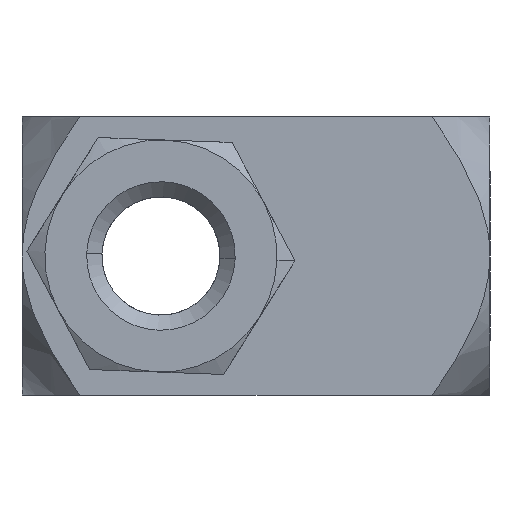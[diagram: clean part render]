
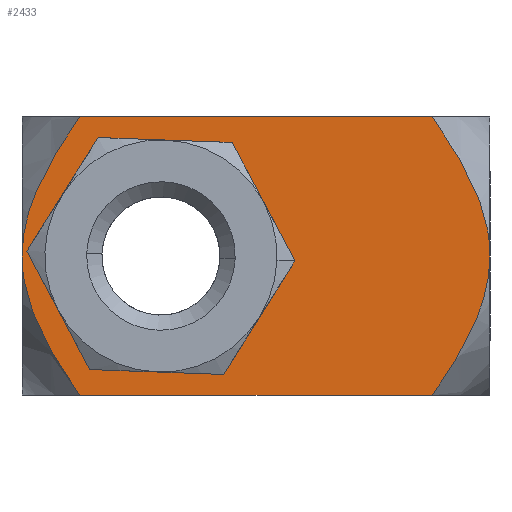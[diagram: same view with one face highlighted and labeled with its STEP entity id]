
A CAD part, front view. The second image highlights one B-rep face of the part: STEP entity #2433.
In plain terms, the highlighted planar face has unit normal (0, -1, 0).
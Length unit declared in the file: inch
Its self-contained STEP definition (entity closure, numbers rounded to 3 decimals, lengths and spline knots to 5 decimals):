
#8 = B_SPLINE_CURVE_WITH_KNOTS ( 'NONE', 3,
 ( #449, #718, #3272, #955, #1775, #1991, #691, #985, #2027, #1260 ),
 .UNSPECIFIED., .F., .F.,
 ( 4, 2, 2, 2, 4 ),
 ( 0.00534, 0.00664, 0.00795, 0.00925, 0.01055 ),
 .UNSPECIFIED. ) ;
#113 = VERTEX_POINT ( 'NONE', #1671 ) ;
#120 = CARTESIAN_POINT ( 'NONE',  ( 0.63, -0.375, 0. ) ) ;
#239 = EDGE_CURVE ( 'NONE', #2929, #1100, #8, .T. ) ;
#273 = B_SPLINE_CURVE_WITH_KNOTS ( 'NONE', 3,
 ( #2381, #3121, #2148, #2655, #2139, #3180, #3199, #2422, #342, #573, #2408, #2956 ),
 .UNSPECIFIED., .F., .F.,
 ( 4, 2, 2, 2, 2, 4 ),
 ( 0.01055, 0.01121, 0.01186, 0.01317, 0.01447, 0.01578 ),
 .UNSPECIFIED. ) ;
#309 = CARTESIAN_POINT ( 'NONE',  ( 0., -0.375, -0.1875 ) ) ;
#323 = LINE ( 'NONE', #120, #2703 ) ;
#326 = EDGE_CURVE ( 'NONE', #3057, #1737, #800, .T. ) ;
#342 = CARTESIAN_POINT ( 'NONE',  ( 0.04051, -0.375, -0.05725 ) ) ;
#391 = EDGE_CURVE ( 'NONE', #1100, #1682, #273, .T. ) ;
#392 = CARTESIAN_POINT ( 'NONE',  ( 0.62102, -0.375, -0.24679 ) ) ;
#422 = CARTESIAN_POINT ( 'NONE',  ( 0.63, -0.375, -0.375 ) ) ;
#425 = CARTESIAN_POINT ( 'NONE',  ( 0.61244, -0.375, -0.10334 ) ) ;
#430 = FACE_OUTER_BOUND ( 'NONE', #2006, .T. ) ;
#449 = CARTESIAN_POINT ( 'NONE',  ( 0.07767, -0.375, -0.375 ) ) ;
#505 = DIRECTION ( 'NONE',  ( 0., 1., 0. ) ) ;
#511 = CARTESIAN_POINT ( 'NONE',  ( 0.63, -0.375, -0.1875 ) ) ;
#527 = CARTESIAN_POINT ( 'NONE',  ( 0.63, -0.375, 0. ) ) ;
#539 = EDGE_CURVE ( 'NONE', #644, #1682, #323, .T. ) ;
#547 = ORIENTED_EDGE ( 'NONE', *, *, #391, .F. ) ;
#573 = CARTESIAN_POINT ( 'NONE',  ( 0.05831, -0.375, -0.02812 ) ) ;
#579 = EDGE_LOOP ( 'NONE', ( #2167, #1456 ) ) ;
#644 = VERTEX_POINT ( 'NONE', #1406 ) ;
#661 = B_SPLINE_CURVE_WITH_KNOTS ( 'NONE', 3,
 ( #1440, #1966, #1134, #392, #2232, #663, #1942, #857, #1388, #3169, #1891, #2142 ),
 .UNSPECIFIED., .F., .F.,
 ( 4, 2, 2, 2, 2, 4 ),
 ( 0.02578, 0.02708, 0.02773, 0.02839, 0.02969, 0.03099 ),
 .UNSPECIFIED. ) ;
#663 = CARTESIAN_POINT ( 'NONE',  ( 0.6123, -0.375, -0.2712 ) ) ;
#677 = CARTESIAN_POINT ( 'NONE',  ( 0.56222, -0.375, -0.01398 ) ) ;
#691 = CARTESIAN_POINT ( 'NONE',  ( 0.01121, -0.375, -0.25525 ) ) ;
#718 = CARTESIAN_POINT ( 'NONE',  ( 0.06778, -0.375, -0.36101 ) ) ;
#729 = PLANE ( 'NONE',  #1401 ) ;
#800 = CIRCLE ( 'NONE', #926, 0.125 ) ;
#851 = B_SPLINE_CURVE_WITH_KNOTS ( 'NONE', 3,
 ( #998, #677, #966, #2994, #1457, #425, #2776, #1983, #2762, #1969, #2235, #1755 ),
 .UNSPECIFIED., .F., .F.,
 ( 4, 2, 2, 2, 2, 4 ),
 ( 0.02057, 0.02187, 0.02318, 0.02448, 0.02513, 0.02578 ),
 .UNSPECIFIED. ) ;
#857 = CARTESIAN_POINT ( 'NONE',  ( 0.59805, -0.375, -0.30234 ) ) ;
#869 = ORIENTED_EDGE ( 'NONE', *, *, #539, .T. ) ;
#888 = VECTOR ( 'NONE', #2598, 39.37008 ) ;
#926 = AXIS2_PLACEMENT_3D ( 'NONE', #2550, #1062, #1020 ) ;
#955 = CARTESIAN_POINT ( 'NONE',  ( 0.04029, -0.375, -0.31737 ) ) ;
#966 = CARTESIAN_POINT ( 'NONE',  ( 0.57173, -0.375, -0.02819 ) ) ;
#985 = CARTESIAN_POINT ( 'NONE',  ( 0.00242, -0.375, -0.22175 ) ) ;
#998 = CARTESIAN_POINT ( 'NONE',  ( 0.55233, -0.375, 0. ) ) ;
#1020 = DIRECTION ( 'NONE',  ( 0., 0., 1. ) ) ;
#1062 = DIRECTION ( 'NONE',  ( 0., 1., 0. ) ) ;
#1078 = AXIS2_PLACEMENT_3D ( 'NONE', #2983, #1441, #3243 ) ;
#1100 = VERTEX_POINT ( 'NONE', #309 ) ;
#1134 = CARTESIAN_POINT ( 'NONE',  ( 0.62758, -0.375, -0.22175 ) ) ;
#1208 = EDGE_CURVE ( 'NONE', #644, #2094, #851, .T. ) ;
#1260 = CARTESIAN_POINT ( 'NONE',  ( 0., -0.375, -0.1875 ) ) ;
#1310 = FACE_BOUND ( 'NONE', #579, .T. ) ;
#1322 = ORIENTED_EDGE ( 'NONE', *, *, #1208, .F. ) ;
#1388 = CARTESIAN_POINT ( 'NONE',  ( 0.58974, -0.375, -0.31732 ) ) ;
#1401 = AXIS2_PLACEMENT_3D ( 'NONE', #527, #505, #2354 ) ;
#1406 = CARTESIAN_POINT ( 'NONE',  ( 0.55233, -0.375, 0. ) ) ;
#1440 = CARTESIAN_POINT ( 'NONE',  ( 0.63, -0.375, -0.1875 ) ) ;
#1441 = DIRECTION ( 'NONE',  ( 0., 1., 0. ) ) ;
#1456 = ORIENTED_EDGE ( 'NONE', *, *, #2518, .T. ) ;
#1457 = CARTESIAN_POINT ( 'NONE',  ( 0.59784, -0.375, -0.07226 ) ) ;
#1492 = CARTESIAN_POINT ( 'NONE',  ( 0.07767, -0.375, -0.375 ) ) ;
#1671 = CARTESIAN_POINT ( 'NONE',  ( 0.55233, -0.375, -0.375 ) ) ;
#1682 = VERTEX_POINT ( 'NONE', #2390 ) ;
#1702 = CARTESIAN_POINT ( 'NONE',  ( 0.187, -0.375, -0.3125 ) ) ;
#1737 = VERTEX_POINT ( 'NONE', #1702 ) ;
#1755 = CARTESIAN_POINT ( 'NONE',  ( 0.63, -0.375, -0.1875 ) ) ;
#1775 = CARTESIAN_POINT ( 'NONE',  ( 0.03191, -0.375, -0.30227 ) ) ;
#1891 = CARTESIAN_POINT ( 'NONE',  ( 0.56225, -0.375, -0.36097 ) ) ;
#1942 = CARTESIAN_POINT ( 'NONE',  ( 0.60894, -0.375, -0.27908 ) ) ;
#1966 = CARTESIAN_POINT ( 'NONE',  ( 0.63, -0.375, -0.20479 ) ) ;
#1969 = CARTESIAN_POINT ( 'NONE',  ( 0.62939, -0.375, -0.17011 ) ) ;
#1983 = CARTESIAN_POINT ( 'NONE',  ( 0.62533, -0.375, -0.14462 ) ) ;
#1991 = CARTESIAN_POINT ( 'NONE',  ( 0.01739, -0.375, -0.27123 ) ) ;
#2000 = ORIENTED_EDGE ( 'NONE', *, *, #2759, .F. ) ;
#2006 = EDGE_LOOP ( 'NONE', ( #3384, #2000, #2857, #1322, #869, #547 ) ) ;
#2027 = CARTESIAN_POINT ( 'NONE',  ( 0., -0.375, -0.20466 ) ) ;
#2072 = CARTESIAN_POINT ( 'NONE',  ( 0.187, -0.375, -0.0625 ) ) ;
#2094 = VERTEX_POINT ( 'NONE', #511 ) ;
#2139 = CARTESIAN_POINT ( 'NONE',  ( 0.00468, -0.375, -0.14459 ) ) ;
#2142 = CARTESIAN_POINT ( 'NONE',  ( 0.55233, -0.375, -0.375 ) ) ;
#2148 = CARTESIAN_POINT ( 'NONE',  ( 0.0006, -0.375, -0.17021 ) ) ;
#2167 = ORIENTED_EDGE ( 'NONE', *, *, #326, .T. ) ;
#2216 = DIRECTION ( 'NONE',  ( -1., 0., 0. ) ) ;
#2232 = CARTESIAN_POINT ( 'NONE',  ( 0.61834, -0.375, -0.25507 ) ) ;
#2235 = CARTESIAN_POINT ( 'NONE',  ( 0.63, -0.375, -0.17884 ) ) ;
#2354 = DIRECTION ( 'NONE',  ( 0., 0., 1. ) ) ;
#2381 = CARTESIAN_POINT ( 'NONE',  ( 0., -0.375, -0.1875 ) ) ;
#2390 = CARTESIAN_POINT ( 'NONE',  ( 0.07767, -0.375, 0. ) ) ;
#2408 = CARTESIAN_POINT ( 'NONE',  ( 0.06781, -0.375, -0.01394 ) ) ;
#2422 = CARTESIAN_POINT ( 'NONE',  ( 0.03219, -0.375, -0.07219 ) ) ;
#2433 = ADVANCED_FACE ( 'NONE', ( #1310, #430 ), #729, .F. ) ;
#2518 = EDGE_CURVE ( 'NONE', #1737, #3057, #2630, .T. ) ;
#2550 = CARTESIAN_POINT ( 'NONE',  ( 0.187, -0.375, -0.1875 ) ) ;
#2598 = DIRECTION ( 'NONE',  ( -1., 0., 0. ) ) ;
#2630 = CIRCLE ( 'NONE', #1078, 0.125 ) ;
#2655 = CARTESIAN_POINT ( 'NONE',  ( 0.00295, -0.375, -0.15303 ) ) ;
#2692 = EDGE_CURVE ( 'NONE', #2094, #113, #661, .T. ) ;
#2703 = VECTOR ( 'NONE', #2216, 39.37008 ) ;
#2759 = EDGE_CURVE ( 'NONE', #113, #2929, #3402, .T. ) ;
#2762 = CARTESIAN_POINT ( 'NONE',  ( 0.62705, -0.375, -0.15304 ) ) ;
#2776 = CARTESIAN_POINT ( 'NONE',  ( 0.61875, -0.375, -0.11966 ) ) ;
#2857 = ORIENTED_EDGE ( 'NONE', *, *, #2692, .F. ) ;
#2929 = VERTEX_POINT ( 'NONE', #1492 ) ;
#2956 = CARTESIAN_POINT ( 'NONE',  ( 0.07767, -0.375, 0. ) ) ;
#2983 = CARTESIAN_POINT ( 'NONE',  ( 0.187, -0.375, -0.1875 ) ) ;
#2994 = CARTESIAN_POINT ( 'NONE',  ( 0.58954, -0.375, -0.05733 ) ) ;
#3057 = VERTEX_POINT ( 'NONE', #2072 ) ;
#3121 = CARTESIAN_POINT ( 'NONE',  ( 0., -0.375, -0.17891 ) ) ;
#3169 = CARTESIAN_POINT ( 'NONE',  ( 0.57185, -0.375, -0.34663 ) ) ;
#3180 = CARTESIAN_POINT ( 'NONE',  ( 0.01126, -0.375, -0.11963 ) ) ;
#3199 = CARTESIAN_POINT ( 'NONE',  ( 0.01755, -0.375, -0.10336 ) ) ;
#3243 = DIRECTION ( 'NONE',  ( 0., 0., 1. ) ) ;
#3272 = CARTESIAN_POINT ( 'NONE',  ( 0.05823, -0.375, -0.34676 ) ) ;
#3384 = ORIENTED_EDGE ( 'NONE', *, *, #239, .F. ) ;
#3402 = LINE ( 'NONE', #422, #888 ) ;
